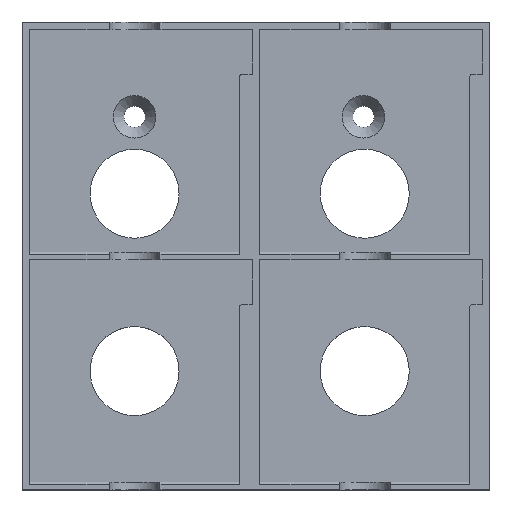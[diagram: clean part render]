
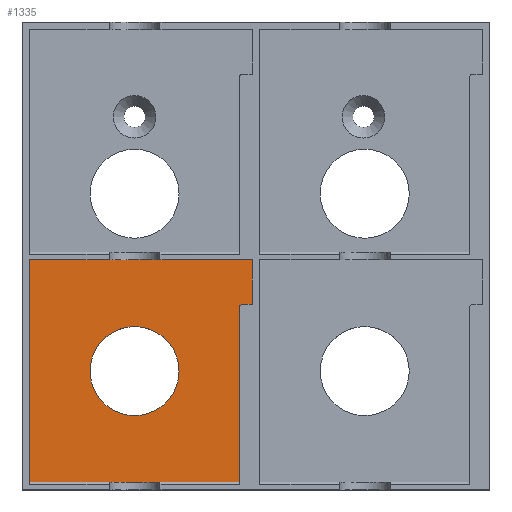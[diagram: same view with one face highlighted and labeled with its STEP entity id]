
A CAD part, top view. The second image highlights one B-rep face of the part: STEP entity #1335.
In plain terms, the highlighted planar face has unit normal (0, 0, 1).
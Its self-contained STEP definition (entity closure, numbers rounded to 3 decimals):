
#26=FACE_BOUND('',#217,.T.);
#69=PLANE('',#1467);
#137=FACE_OUTER_BOUND('',#216,.T.);
#216=EDGE_LOOP('',(#1226,#1227,#1228,#1229,#1230,#1231,#1232,#1233,#1234));
#217=EDGE_LOOP('',(#1235));
#227=LINE('',#1910,#361);
#311=LINE('',#2185,#445);
#346=LINE('',#2270,#480);
#349=LINE('',#2274,#483);
#350=LINE('',#2276,#484);
#351=LINE('',#2279,#485);
#352=LINE('',#2280,#486);
#353=LINE('',#2281,#487);
#361=VECTOR('',#1501,10.);
#445=VECTOR('',#1717,10.);
#480=VECTOR('',#1822,10.);
#483=VECTOR('',#1827,10.);
#484=VECTOR('',#1830,10.);
#485=VECTOR('',#1833,10.);
#486=VECTOR('',#1834,10.);
#487=VECTOR('',#1835,10.);
#501=CIRCLE('',#1376,7.);
#532=CIRCLE('',#1428,0.5);
#549=VERTEX_POINT('',#1855);
#563=VERTEX_POINT('',#1909);
#596=VERTEX_POINT('',#1990);
#641=VERTEX_POINT('',#2132);
#654=VERTEX_POINT('',#2178);
#655=VERTEX_POINT('',#2180);
#656=VERTEX_POINT('',#2184);
#670=VERTEX_POINT('',#2268);
#671=VERTEX_POINT('',#2269);
#672=VERTEX_POINT('',#2278);
#690=EDGE_CURVE('',#563,#549,#227,.T.);
#731=EDGE_CURVE('',#596,#596,#501,.T.);
#813=EDGE_CURVE('',#654,#655,#532,.F.);
#815=EDGE_CURVE('',#656,#655,#311,.T.);
#856=EDGE_CURVE('',#670,#671,#346,.T.);
#859=EDGE_CURVE('',#654,#670,#349,.T.);
#860=EDGE_CURVE('',#671,#641,#350,.T.);
#861=EDGE_CURVE('',#641,#672,#351,.T.);
#862=EDGE_CURVE('',#672,#563,#352,.T.);
#863=EDGE_CURVE('',#549,#656,#353,.T.);
#1226=ORIENTED_EDGE('',*,*,#859,.T.);
#1227=ORIENTED_EDGE('',*,*,#856,.T.);
#1228=ORIENTED_EDGE('',*,*,#860,.T.);
#1229=ORIENTED_EDGE('',*,*,#861,.T.);
#1230=ORIENTED_EDGE('',*,*,#862,.T.);
#1231=ORIENTED_EDGE('',*,*,#690,.T.);
#1232=ORIENTED_EDGE('',*,*,#863,.T.);
#1233=ORIENTED_EDGE('',*,*,#815,.T.);
#1234=ORIENTED_EDGE('',*,*,#813,.F.);
#1235=ORIENTED_EDGE('',*,*,#731,.T.);
#1335=ADVANCED_FACE('',(#137,#26),#69,.T.);
#1376=AXIS2_PLACEMENT_3D('',#1991,#1561,#1562);
#1428=AXIS2_PLACEMENT_3D('',#2181,#1712,#1713);
#1467=AXIS2_PLACEMENT_3D('',#2277,#1831,#1832);
#1501=DIRECTION('',(1.,0.,0.));
#1561=DIRECTION('center_axis',(0.,0.,-1.));
#1562=DIRECTION('ref_axis',(1.,0.,0.));
#1712=DIRECTION('center_axis',(0.,0.,-1.));
#1713=DIRECTION('ref_axis',(-0.707,0.707,0.));
#1717=DIRECTION('',(0.,1.,0.));
#1822=DIRECTION('',(0.,1.,0.));
#1827=DIRECTION('',(1.,0.,0.));
#1830=DIRECTION('',(-1.,0.,0.));
#1831=DIRECTION('center_axis',(0.,0.,1.));
#1832=DIRECTION('ref_axis',(1.,0.,0.));
#1833=DIRECTION('',(-1.,0.,0.));
#1834=DIRECTION('',(0.,-1.,0.));
#1835=DIRECTION('',(1.,0.,0.));
#1855=CARTESIAN_POINT('',(0.,-17.5,2.));
#1909=CARTESIAN_POINT('',(-16.5,-17.5,2.));
#1910=CARTESIAN_POINT('',(8.25,-17.5,2.));
#1990=CARTESIAN_POINT('',(-7.,0.,2.));
#1991=CARTESIAN_POINT('Origin',(0.,0.,2.));
#2132=CARTESIAN_POINT('',(0.,17.5,2.));
#2178=CARTESIAN_POINT('',(17.,10.5,2.));
#2180=CARTESIAN_POINT('',(16.5,10.,2.));
#2181=CARTESIAN_POINT('Origin',(17.,10.,2.));
#2184=CARTESIAN_POINT('',(16.5,-17.5,2.));
#2185=CARTESIAN_POINT('',(16.5,15.75,2.));
#2268=CARTESIAN_POINT('',(18.5,10.5,2.));
#2269=CARTESIAN_POINT('',(18.5,17.5,2.));
#2270=CARTESIAN_POINT('',(18.5,15.75,2.));
#2274=CARTESIAN_POINT('',(18.5,10.5,2.));
#2276=CARTESIAN_POINT('',(18.,17.5,2.));
#2277=CARTESIAN_POINT('Origin',(18.5,14.,2.));
#2278=CARTESIAN_POINT('',(-16.5,17.5,2.));
#2279=CARTESIAN_POINT('',(-8.25,17.5,2.));
#2280=CARTESIAN_POINT('',(-16.5,-8.75,2.));
#2281=CARTESIAN_POINT('',(8.25,-17.5,2.));
